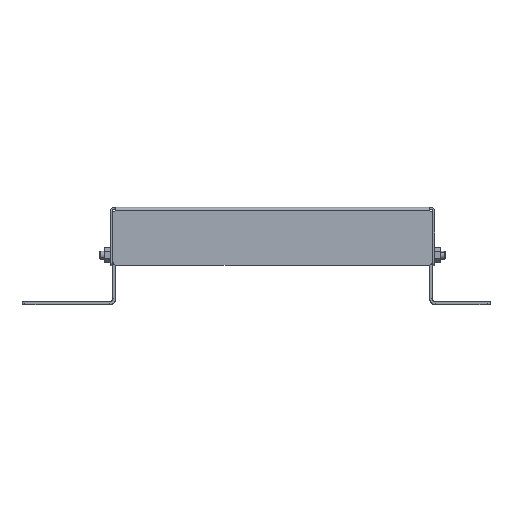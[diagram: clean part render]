
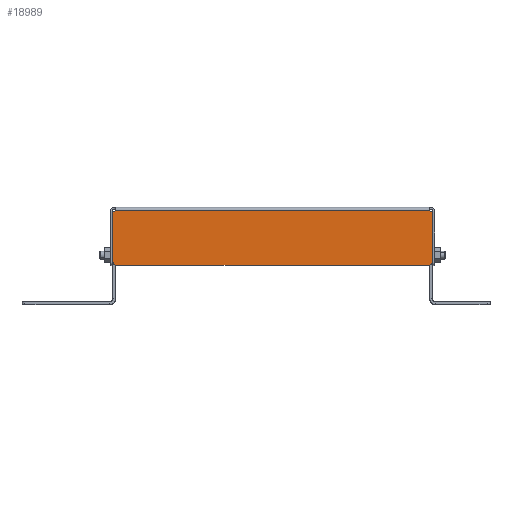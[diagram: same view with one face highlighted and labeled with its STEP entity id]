
A CAD part, top view. The second image highlights one B-rep face of the part: STEP entity #18989.
In plain terms, the highlighted planar face has unit normal (0, 0, 1).
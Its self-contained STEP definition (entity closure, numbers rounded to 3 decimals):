
#179 = CARTESIAN_POINT ( 'NONE',  ( 164., -56.437, 97.137 ) ) ;
#370 = EDGE_CURVE ( 'NONE', #19509, #2748, #19969, .T. ) ;
#484 = LINE ( 'NONE', #15703, #18573 ) ;
#529 = DIRECTION ( 'NONE',  ( 0., 1., 0. ) ) ;
#781 = VERTEX_POINT ( 'NONE', #179 ) ;
#1537 = CARTESIAN_POINT ( 'NONE',  ( 164., -59.437, 97.137 ) ) ;
#1546 = CARTESIAN_POINT ( 'NONE',  ( -164., -4.437, 97.137 ) ) ;
#1819 = ORIENTED_EDGE ( 'NONE', *, *, #21624, .T. ) ;
#1840 = DIRECTION ( 'NONE',  ( 0., 0., -1. ) ) ;
#1844 = CARTESIAN_POINT ( 'NONE',  ( -164., -56.437, 97.137 ) ) ;
#2748 = VERTEX_POINT ( 'NONE', #1546 ) ;
#2949 = CARTESIAN_POINT ( 'NONE',  ( -161., -56.437, 97.137 ) ) ;
#3150 = DIRECTION ( 'NONE',  ( 0., 1., 0. ) ) ;
#3411 = ORIENTED_EDGE ( 'NONE', *, *, #7409, .T. ) ;
#4179 = AXIS2_PLACEMENT_3D ( 'NONE', #11608, #13158, #3150 ) ;
#4619 = LINE ( 'NONE', #1537, #7160 ) ;
#5092 = EDGE_CURVE ( 'NONE', #19509, #14543, #20648, .T. ) ;
#5248 = VECTOR ( 'NONE', #15694, 1000. ) ;
#5813 = VERTEX_POINT ( 'NONE', #8983 ) ;
#6123 = DIRECTION ( 'NONE',  ( 0., 0., -1. ) ) ;
#6222 = CARTESIAN_POINT ( 'NONE',  ( 164., -1.437, 97.137 ) ) ;
#6344 = CARTESIAN_POINT ( 'NONE',  ( 164., -4.437, 97.137 ) ) ;
#6414 = AXIS2_PLACEMENT_3D ( 'NONE', #17506, #12572, #529 ) ;
#6520 = EDGE_CURVE ( 'NONE', #7632, #5813, #15806, .T. ) ;
#6575 = DIRECTION ( 'NONE',  ( 0., 1., 0. ) ) ;
#6934 = CARTESIAN_POINT ( 'NONE',  ( -164., -59.437, 97.137 ) ) ;
#7119 = ORIENTED_EDGE ( 'NONE', *, *, #11841, .T. ) ;
#7160 = VECTOR ( 'NONE', #6575, 1000. ) ;
#7409 = EDGE_CURVE ( 'NONE', #2748, #7632, #484, .T. ) ;
#7632 = VERTEX_POINT ( 'NONE', #1844 ) ;
#7704 = EDGE_LOOP ( 'NONE', ( #19552, #19137, #7119, #1819, #20757, #14207, #3411, #19927 ) ) ;
#8400 = AXIS2_PLACEMENT_3D ( 'NONE', #17087, #1840, #18640 ) ;
#8983 = CARTESIAN_POINT ( 'NONE',  ( -161., -59.437, 97.137 ) ) ;
#9500 = AXIS2_PLACEMENT_3D ( 'NONE', #2949, #21174, #14798 ) ;
#9617 = CARTESIAN_POINT ( 'NONE',  ( 161.822, -3.5, 97.137 ) ) ;
#9741 = FACE_OUTER_BOUND ( 'NONE', #7704, .T. ) ;
#10578 = VERTEX_POINT ( 'NONE', #6344 ) ;
#10777 = DIRECTION ( 'NONE',  ( 0., -1., 0. ) ) ;
#10880 = CARTESIAN_POINT ( 'NONE',  ( 165., -3.5, 97.137 ) ) ;
#11608 = CARTESIAN_POINT ( 'NONE',  ( 165., -1.437, 97.137 ) ) ;
#11841 = EDGE_CURVE ( 'NONE', #781, #10578, #4619, .T. ) ;
#12099 = DIRECTION ( 'NONE',  ( 1., 0., 0. ) ) ;
#12185 = VERTEX_POINT ( 'NONE', #18470 ) ;
#12382 = AXIS2_PLACEMENT_3D ( 'NONE', #6222, #6123, #16080 ) ;
#12572 = DIRECTION ( 'NONE',  ( 0., 0., 1. ) ) ;
#13158 = DIRECTION ( 'NONE',  ( 0., 0., -1. ) ) ;
#14207 = ORIENTED_EDGE ( 'NONE', *, *, #370, .T. ) ;
#14543 = VERTEX_POINT ( 'NONE', #9617 ) ;
#14798 = DIRECTION ( 'NONE',  ( 0., 1., 0. ) ) ;
#15694 = DIRECTION ( 'NONE',  ( 1., 0., 0. ) ) ;
#15703 = CARTESIAN_POINT ( 'NONE',  ( -164., -4.437, 97.137 ) ) ;
#15806 = CIRCLE ( 'NONE', #9500, 3. ) ;
#16080 = DIRECTION ( 'NONE',  ( 0., 1., 0. ) ) ;
#17087 = CARTESIAN_POINT ( 'NONE',  ( -164., -1.437, 97.137 ) ) ;
#17506 = CARTESIAN_POINT ( 'NONE',  ( 161., -56.437, 97.137 ) ) ;
#18470 = CARTESIAN_POINT ( 'NONE',  ( 161., -59.437, 97.137 ) ) ;
#18573 = VECTOR ( 'NONE', #10777, 1000. ) ;
#18640 = DIRECTION ( 'NONE',  ( 0., 1., 0. ) ) ;
#18687 = LINE ( 'NONE', #6934, #19013 ) ;
#18989 = ADVANCED_FACE ( 'NONE', ( #9741 ), #19845, .F. ) ;
#19013 = VECTOR ( 'NONE', #12099, 1000. ) ;
#19043 = CIRCLE ( 'NONE', #6414, 3. ) ;
#19137 = ORIENTED_EDGE ( 'NONE', *, *, #21521, .T. ) ;
#19242 = CARTESIAN_POINT ( 'NONE',  ( -161.822, -3.5, 97.137 ) ) ;
#19509 = VERTEX_POINT ( 'NONE', #19242 ) ;
#19552 = ORIENTED_EDGE ( 'NONE', *, *, #20653, .T. ) ;
#19845 = PLANE ( 'NONE',  #4179 ) ;
#19927 = ORIENTED_EDGE ( 'NONE', *, *, #6520, .T. ) ;
#19969 = CIRCLE ( 'NONE', #8400, 3. ) ;
#20648 = LINE ( 'NONE', #10880, #5248 ) ;
#20653 = EDGE_CURVE ( 'NONE', #5813, #12185, #18687, .T. ) ;
#20757 = ORIENTED_EDGE ( 'NONE', *, *, #5092, .F. ) ;
#20773 = CIRCLE ( 'NONE', #12382, 3. ) ;
#21174 = DIRECTION ( 'NONE',  ( 0., 0., 1. ) ) ;
#21521 = EDGE_CURVE ( 'NONE', #12185, #781, #19043, .T. ) ;
#21624 = EDGE_CURVE ( 'NONE', #10578, #14543, #20773, .T. ) ;
